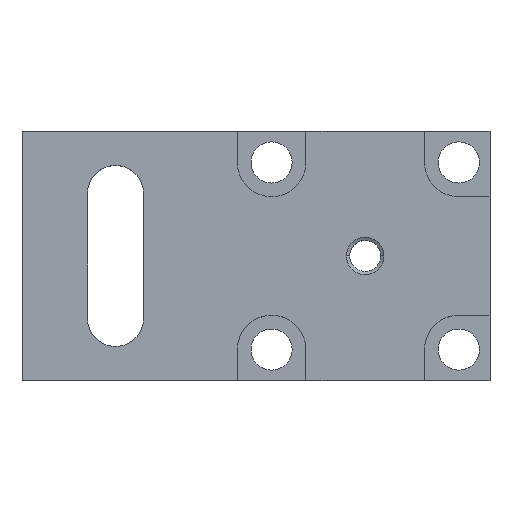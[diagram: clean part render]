
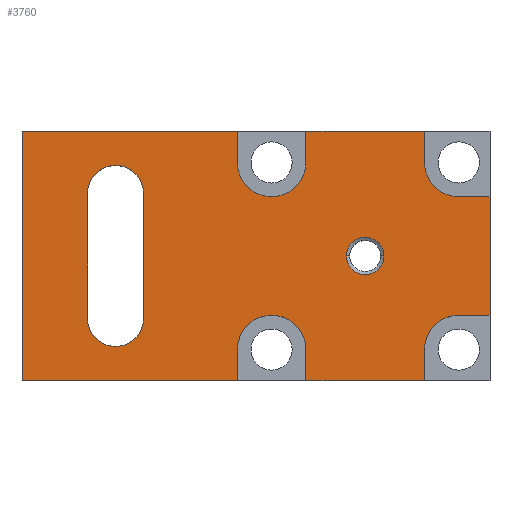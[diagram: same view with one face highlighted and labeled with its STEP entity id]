
A CAD part, top view. The second image highlights one B-rep face of the part: STEP entity #3760.
In plain terms, the highlighted planar face has unit normal (0, 0, 1).
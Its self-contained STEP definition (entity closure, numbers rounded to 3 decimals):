
#60=CARTESIAN_POINT('',(24.5,0.,10.));
#70=DIRECTION('',(0.,1.,0.));
#80=VECTOR('',#70,1.);
#90=LINE('',#60,#80);
#100=CARTESIAN_POINT('',(24.5,30.,10.));
#110=VERTEX_POINT('',#100);
#120=CARTESIAN_POINT('',(24.5,35.,10.));
#130=VERTEX_POINT('',#120);
#140=EDGE_CURVE('',#110,#130,#90,.T.);
#460=CARTESIAN_POINT('',(0.,24.5,10.));
#470=DIRECTION('',(-1.,0.,0.));
#480=VECTOR('',#470,1.);
#490=LINE('',#460,#480);
#500=CARTESIAN_POINT('',(35.,24.5,10.));
#510=VERTEX_POINT('',#500);
#520=CARTESIAN_POINT('',(30.,24.5,10.));
#530=VERTEX_POINT('',#520);
#540=EDGE_CURVE('',#510,#530,#490,.T.);
#950=CARTESIAN_POINT('',(30.,30.,10.));
#960=DIRECTION('',(0.,0.,-1.));
#970=DIRECTION('',(1.,0.,0.));
#980=AXIS2_PLACEMENT_3D('',#950,#960,#970);
#990=CIRCLE('',#980,5.5);
#1000=EDGE_CURVE('',#530,#110,#990,.T.);
#1800=CARTESIAN_POINT('',(35.,5.5,10.));
#1810=VERTEX_POINT('',#1800);
#1840=CARTESIAN_POINT('',(35.,0.,10.));
#1850=DIRECTION('',(0.,1.,0.));
#1860=VECTOR('',#1850,1.);
#1870=LINE('',#1840,#1860);
#1880=EDGE_CURVE('',#1810,#510,#1870,.T.);
#2010=CARTESIAN_POINT('',(-40.5,-5.4,10.));
#2020=DIRECTION('',(0.,0.,1.));
#2030=DIRECTION('',(1.,0.,0.));
#2040=AXIS2_PLACEMENT_3D('',#2010,#2020,#2030);
#2050=PLANE('',#2040);
#2060=CARTESIAN_POINT('',(15.,15.,10.));
#2070=DIRECTION('',(0.,0.,1.));
#2080=DIRECTION('',(1.,0.,0.));
#2090=AXIS2_PLACEMENT_3D('',#2060,#2070,#2080);
#2100=CIRCLE('',#2090,3.);
#2110=CARTESIAN_POINT('',(18.,15.,10.));
#2120=VERTEX_POINT('',#2110);
#2130=CARTESIAN_POINT('',(12.,15.,10.));
#2140=VERTEX_POINT('',#2130);
#2150=EDGE_CURVE('',#2120,#2140,#2100,.T.);
#2160=ORIENTED_EDGE('',*,*,#2150,.F.);
#2170=EDGE_CURVE('',#2140,#2120,#2100,.T.);
#2180=ORIENTED_EDGE('',*,*,#2170,.F.);
#2190=EDGE_LOOP('',(#2180,#2160));
#2200=FACE_BOUND('',#2190,.T.);
#2210=CARTESIAN_POINT('',(-25.,25.,10.));
#2220=DIRECTION('',(0.,0.,1.));
#2230=DIRECTION('',(1.,0.,0.));
#2240=AXIS2_PLACEMENT_3D('',#2210,#2220,#2230);
#2250=CIRCLE('',#2240,4.5);
#2260=CARTESIAN_POINT('',(-20.5,25.,10.));
#2270=VERTEX_POINT('',#2260);
#2280=CARTESIAN_POINT('',(-29.5,25.,10.));
#2290=VERTEX_POINT('',#2280);
#2300=EDGE_CURVE('',#2270,#2290,#2250,.T.);
#2310=ORIENTED_EDGE('',*,*,#2300,.F.);
#2320=CARTESIAN_POINT('',(-29.5,1.5,10.));
#2330=DIRECTION('',(0.,-1.,0.));
#2340=VECTOR('',#2330,1.);
#2350=LINE('',#2320,#2340);
#2360=CARTESIAN_POINT('',(-29.5,5.,10.));
#2370=VERTEX_POINT('',#2360);
#2380=EDGE_CURVE('',#2290,#2370,#2350,.T.);
#2390=ORIENTED_EDGE('',*,*,#2380,.F.);
#2400=CARTESIAN_POINT('',(-25.,5.,10.));
#2410=DIRECTION('',(0.,0.,1.));
#2420=DIRECTION('',(1.,0.,0.));
#2430=AXIS2_PLACEMENT_3D('',#2400,#2410,#2420);
#2440=CIRCLE('',#2430,4.5);
#2450=CARTESIAN_POINT('',(-20.5,5.,10.));
#2460=VERTEX_POINT('',#2450);
#2470=EDGE_CURVE('',#2370,#2460,#2440,.T.);
#2480=ORIENTED_EDGE('',*,*,#2470,.F.);
#2490=CARTESIAN_POINT('',(-20.5,1.5,10.));
#2500=DIRECTION('',(0.,1.,0.));
#2510=VECTOR('',#2500,1.);
#2520=LINE('',#2490,#2510);
#2530=EDGE_CURVE('',#2460,#2270,#2520,.T.);
#2540=ORIENTED_EDGE('',*,*,#2530,.F.);
#2550=EDGE_LOOP('',(#2540,#2480,#2390,#2310));
#2560=FACE_BOUND('',#2550,.T.);
#2570=ORIENTED_EDGE('',*,*,#1880,.T.);
#2580=CARTESIAN_POINT('',(0.,5.5,10.));
#2590=DIRECTION('',(1.,0.,0.));
#2600=VECTOR('',#2590,1.);
#2610=LINE('',#2580,#2600);
#2620=CARTESIAN_POINT('',(30.,5.5,10.));
#2630=VERTEX_POINT('',#2620);
#2640=EDGE_CURVE('',#2630,#1810,#2610,.T.);
#2650=ORIENTED_EDGE('',*,*,#2640,.T.);
#2660=CARTESIAN_POINT('',(30.,0.,10.));
#2670=DIRECTION('',(0.,0.,-1.));
#2680=DIRECTION('',(1.,0.,0.));
#2690=AXIS2_PLACEMENT_3D('',#2660,#2670,#2680);
#2700=CIRCLE('',#2690,5.5);
#2710=CARTESIAN_POINT('',(24.5,0.,10.));
#2720=VERTEX_POINT('',#2710);
#2730=EDGE_CURVE('',#2720,#2630,#2700,.T.);
#2740=ORIENTED_EDGE('',*,*,#2730,.T.);
#2750=CARTESIAN_POINT('',(24.5,0.,10.));
#2760=DIRECTION('',(0.,1.,0.));
#2770=VECTOR('',#2760,1.);
#2780=LINE('',#2750,#2770);
#2790=CARTESIAN_POINT('',(24.5,-5.,10.));
#2800=VERTEX_POINT('',#2790);
#2810=EDGE_CURVE('',#2800,#2720,#2780,.T.);
#2820=ORIENTED_EDGE('',*,*,#2810,.T.);
#2830=CARTESIAN_POINT('',(0.,-5.,10.));
#2840=DIRECTION('',(1.,0.,0.));
#2850=VECTOR('',#2840,1.);
#2860=LINE('',#2830,#2850);
#2870=CARTESIAN_POINT('',(5.5,-5.,10.));
#2880=VERTEX_POINT('',#2870);
#2890=EDGE_CURVE('',#2880,#2800,#2860,.T.);
#2900=ORIENTED_EDGE('',*,*,#2890,.T.);
#2910=CARTESIAN_POINT('',(5.5,0.,10.));
#2920=DIRECTION('',(0.,-1.,0.));
#2930=VECTOR('',#2920,1.);
#2940=LINE('',#2910,#2930);
#2950=CARTESIAN_POINT('',(5.5,0.,10.));
#2960=VERTEX_POINT('',#2950);
#2970=EDGE_CURVE('',#2960,#2880,#2940,.T.);
#2980=ORIENTED_EDGE('',*,*,#2970,.T.);
#2990=CARTESIAN_POINT('',(0.,0.,10.
));
#3000=DIRECTION('',(0.,0.,-1.));
#3010=DIRECTION('',(1.,0.,0.));
#3020=AXIS2_PLACEMENT_3D('',#2990,#3000,#3010);
#3030=CIRCLE('',#3020,5.5);
#3040=CARTESIAN_POINT('',(-5.5,0.,10.));
#3050=VERTEX_POINT('',#3040);
#3060=EDGE_CURVE('',#3050,#2960,#3030,.T.);
#3070=ORIENTED_EDGE('',*,*,#3060,.T.);
#3080=CARTESIAN_POINT('',(-5.5,0.,10.));
#3090=DIRECTION('',(0.,1.,0.));
#3100=VECTOR('',#3090,1.);
#3110=LINE('',#3080,#3100);
#3120=CARTESIAN_POINT('',(-5.5,-5.,10.));
#3130=VERTEX_POINT('',#3120);
#3140=EDGE_CURVE('',#3130,#3050,#3110,.T.);
#3150=ORIENTED_EDGE('',*,*,#3140,.T.);
#3160=CARTESIAN_POINT('',(0.,-5.,10.));
#3170=DIRECTION('',(1.,0.,0.));
#3180=VECTOR('',#3170,1.);
#3190=LINE('',#3160,#3180);
#3200=CARTESIAN_POINT('',(-40.,-5.,10.));
#3210=VERTEX_POINT('',#3200);
#3220=EDGE_CURVE('',#3210,#3130,#3190,.T.);
#3230=ORIENTED_EDGE('',*,*,#3220,.T.);
#3240=CARTESIAN_POINT('',(-40.,0.,10.));
#3250=DIRECTION('',(0.,-1.,0.));
#3260=VECTOR('',#3250,1.);
#3270=LINE('',#3240,#3260);
#3280=CARTESIAN_POINT('',(-40.,35.,10.));
#3290=VERTEX_POINT('',#3280);
#3300=EDGE_CURVE('',#3290,#3210,#3270,.T.);
#3310=ORIENTED_EDGE('',*,*,#3300,.T.);
#3320=CARTESIAN_POINT('',(0.,35.,10.));
#3330=DIRECTION('',(-1.,0.,0.));
#3340=VECTOR('',#3330,1.);
#3350=LINE('',#3320,#3340);
#3360=CARTESIAN_POINT('',(-5.5,35.,10.));
#3370=VERTEX_POINT('',#3360);
#3380=EDGE_CURVE('',#3370,#3290,#3350,.T.);
#3390=ORIENTED_EDGE('',*,*,#3380,.T.);
#3400=CARTESIAN_POINT('',(-5.5,0.,10.));
#3410=DIRECTION('',(0.,1.,0.));
#3420=VECTOR('',#3410,1.);
#3430=LINE('',#3400,#3420);
#3440=CARTESIAN_POINT('',(-5.5,30.,10.));
#3450=VERTEX_POINT('',#3440);
#3460=EDGE_CURVE('',#3450,#3370,#3430,.T.);
#3470=ORIENTED_EDGE('',*,*,#3460,.T.);
#3480=CARTESIAN_POINT('',(0.,30.,10.));
#3490=DIRECTION('',(0.,0.,-1.));
#3500=DIRECTION('',(1.,0.,0.));
#3510=AXIS2_PLACEMENT_3D('',#3480,#3490,#3500);
#3520=CIRCLE('',#3510,5.5);
#3530=CARTESIAN_POINT('',(5.5,30.,10.));
#3540=VERTEX_POINT('',#3530);
#3550=EDGE_CURVE('',#3540,#3450,#3520,.T.);
#3560=ORIENTED_EDGE('',*,*,#3550,.T.);
#3570=CARTESIAN_POINT('',(5.5,0.,10.));
#3580=DIRECTION('',(0.,-1.,0.));
#3590=VECTOR('',#3580,1.);
#3600=LINE('',#3570,#3590);
#3610=CARTESIAN_POINT('',(5.5,35.,10.));
#3620=VERTEX_POINT('',#3610);
#3630=EDGE_CURVE('',#3620,#3540,#3600,.T.);
#3640=ORIENTED_EDGE('',*,*,#3630,.T.);
#3650=CARTESIAN_POINT('',(0.,35.,10.));
#3660=DIRECTION('',(-1.,0.,0.));
#3670=VECTOR('',#3660,1.);
#3680=LINE('',#3650,#3670);
#3690=EDGE_CURVE('',#130,#3620,#3680,.T.);
#3700=ORIENTED_EDGE('',*,*,#3690,.T.);
#3710=ORIENTED_EDGE('',*,*,#140,.T.);
#3720=ORIENTED_EDGE('',*,*,#1000,.T.);
#3730=ORIENTED_EDGE('',*,*,#540,.T.);
#3740=EDGE_LOOP('',(#3730,#3720,#3710,#3700,#3640,#3560,#3470,#3390,
#3310,#3230,#3150,#3070,#2980,#2900,#2820,#2740,#2650,#2570));
#3750=FACE_OUTER_BOUND('',#3740,.T.);
#3760=ADVANCED_FACE('',(#2200,#2560,#3750),#2050,.T.);
